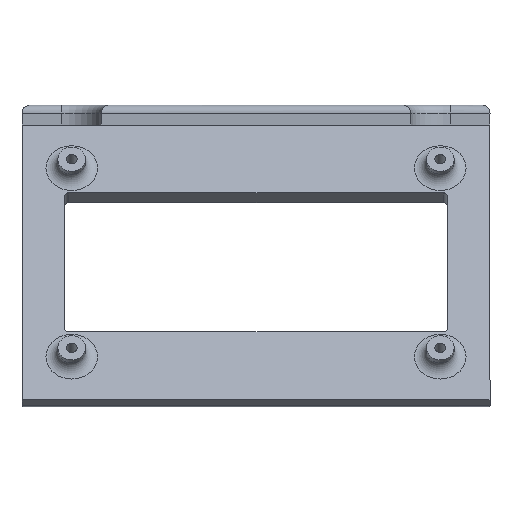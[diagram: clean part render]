
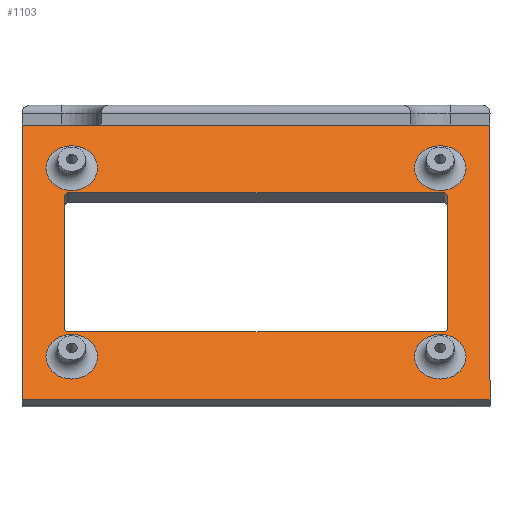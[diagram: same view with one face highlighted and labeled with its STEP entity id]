
A CAD part, front view. The second image highlights one B-rep face of the part: STEP entity #1103.
In plain terms, the highlighted planar face has unit normal (0, -0.866, 0.5).
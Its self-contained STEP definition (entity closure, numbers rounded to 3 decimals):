
#31=FACE_BOUND('',#164,.T.);
#32=FACE_BOUND('',#165,.T.);
#33=FACE_BOUND('',#166,.T.);
#34=FACE_BOUND('',#167,.T.);
#35=FACE_BOUND('',#168,.T.);
#55=PLANE('',#1188);
#88=FACE_OUTER_BOUND('',#163,.T.);
#163=EDGE_LOOP('',(#767,#768,#769,#770,#771,#772));
#164=EDGE_LOOP('',(#773));
#165=EDGE_LOOP('',(#774));
#166=EDGE_LOOP('',(#775));
#167=EDGE_LOOP('',(#776));
#168=EDGE_LOOP('',(#777,#778,#779,#780,#781,#782,#783,#784));
#256=LINE('',#1732,#335);
#263=LINE('',#1750,#342);
#266=LINE('',#1766,#345);
#267=LINE('',#1768,#346);
#268=LINE('',#1770,#347);
#269=LINE('',#1772,#348);
#270=LINE('',#1774,#349);
#271=LINE('',#1775,#350);
#272=LINE('',#1784,#351);
#273=LINE('',#1785,#352);
#335=VECTOR('',#1341,10.);
#342=VECTOR('',#1356,10.);
#345=VECTOR('',#1373,10.);
#346=VECTOR('',#1374,10.);
#347=VECTOR('',#1375,10.);
#348=VECTOR('',#1376,10.);
#349=VECTOR('',#1377,10.);
#350=VECTOR('',#1378,10.);
#351=VECTOR('',#1387,10.);
#352=VECTOR('',#1388,10.);
#412=CIRCLE('',#1175,1.);
#415=CIRCLE('',#1180,1.);
#416=CIRCLE('',#1183,1.);
#419=CIRCLE('',#1187,1.);
#420=CIRCLE('',#1189,6.5);
#421=CIRCLE('',#1190,6.5);
#422=CIRCLE('',#1191,6.5);
#423=CIRCLE('',#1192,6.5);
#486=VERTEX_POINT('',#1722);
#487=VERTEX_POINT('',#1723);
#490=VERTEX_POINT('',#1731);
#494=VERTEX_POINT('',#1740);
#495=VERTEX_POINT('',#1742);
#497=VERTEX_POINT('',#1748);
#498=VERTEX_POINT('',#1752);
#501=VERTEX_POINT('',#1760);
#502=VERTEX_POINT('',#1764);
#503=VERTEX_POINT('',#1765);
#504=VERTEX_POINT('',#1767);
#505=VERTEX_POINT('',#1769);
#506=VERTEX_POINT('',#1771);
#507=VERTEX_POINT('',#1773);
#508=VERTEX_POINT('',#1776);
#509=VERTEX_POINT('',#1778);
#510=VERTEX_POINT('',#1780);
#511=VERTEX_POINT('',#1782);
#584=EDGE_CURVE('',#486,#487,#412,.T.);
#588=EDGE_CURVE('',#490,#487,#256,.T.);
#593=EDGE_CURVE('',#494,#495,#415,.T.);
#597=EDGE_CURVE('',#494,#497,#263,.T.);
#598=EDGE_CURVE('',#498,#497,#416,.T.);
#602=EDGE_CURVE('',#490,#501,#419,.T.);
#604=EDGE_CURVE('',#502,#503,#266,.T.);
#605=EDGE_CURVE('',#504,#503,#267,.T.);
#606=EDGE_CURVE('',#504,#505,#268,.T.);
#607=EDGE_CURVE('',#506,#505,#269,.T.);
#608=EDGE_CURVE('',#507,#506,#270,.T.);
#609=EDGE_CURVE('',#502,#507,#271,.T.);
#610=EDGE_CURVE('',#508,#508,#420,.T.);
#611=EDGE_CURVE('',#509,#509,#421,.T.);
#612=EDGE_CURVE('',#510,#510,#422,.T.);
#613=EDGE_CURVE('',#511,#511,#423,.T.);
#614=EDGE_CURVE('',#498,#501,#272,.T.);
#615=EDGE_CURVE('',#486,#495,#273,.T.);
#767=ORIENTED_EDGE('',*,*,#604,.T.);
#768=ORIENTED_EDGE('',*,*,#605,.F.);
#769=ORIENTED_EDGE('',*,*,#606,.T.);
#770=ORIENTED_EDGE('',*,*,#607,.F.);
#771=ORIENTED_EDGE('',*,*,#608,.F.);
#772=ORIENTED_EDGE('',*,*,#609,.F.);
#773=ORIENTED_EDGE('',*,*,#610,.F.);
#774=ORIENTED_EDGE('',*,*,#611,.F.);
#775=ORIENTED_EDGE('',*,*,#612,.F.);
#776=ORIENTED_EDGE('',*,*,#613,.F.);
#777=ORIENTED_EDGE('',*,*,#614,.T.);
#778=ORIENTED_EDGE('',*,*,#602,.F.);
#779=ORIENTED_EDGE('',*,*,#588,.T.);
#780=ORIENTED_EDGE('',*,*,#584,.F.);
#781=ORIENTED_EDGE('',*,*,#615,.T.);
#782=ORIENTED_EDGE('',*,*,#593,.F.);
#783=ORIENTED_EDGE('',*,*,#597,.T.);
#784=ORIENTED_EDGE('',*,*,#598,.F.);
#1103=ADVANCED_FACE('',(#88,#31,#32,#33,#34,#35),#55,.F.);
#1175=AXIS2_PLACEMENT_3D('',#1724,#1333,#1334);
#1180=AXIS2_PLACEMENT_3D('',#1743,#1349,#1350);
#1183=AXIS2_PLACEMENT_3D('',#1753,#1359,#1360);
#1187=AXIS2_PLACEMENT_3D('',#1761,#1368,#1369);
#1188=AXIS2_PLACEMENT_3D('',#1763,#1371,#1372);
#1189=AXIS2_PLACEMENT_3D('',#1777,#1379,#1380);
#1190=AXIS2_PLACEMENT_3D('',#1779,#1381,#1382);
#1191=AXIS2_PLACEMENT_3D('',#1781,#1383,#1384);
#1192=AXIS2_PLACEMENT_3D('',#1783,#1385,#1386);
#1333=DIRECTION('center_axis',(0.,-0.866,
0.5));
#1334=DIRECTION('ref_axis',(0.707,0.354,0.612));
#1341=DIRECTION('',(1.,0.,0.));
#1349=DIRECTION('center_axis',(0.,-0.866,
0.5));
#1350=DIRECTION('ref_axis',(0.707,-0.354,-0.612));
#1356=DIRECTION('',(-1.,0.,0.));
#1359=DIRECTION('center_axis',(0.,-0.866,
0.5));
#1360=DIRECTION('ref_axis',(-0.707,-0.354,-0.612));
#1368=DIRECTION('center_axis',(0.,-0.866,
0.5));
#1369=DIRECTION('ref_axis',(-0.707,0.354,0.612));
#1371=DIRECTION('center_axis',(0.,0.866,
-0.5));
#1372=DIRECTION('ref_axis',(-1.,0.,0.));
#1373=DIRECTION('',(0.,-0.5,-0.866));
#1374=DIRECTION('',(-1.,0.,0.));
#1375=DIRECTION('',(0.,0.5,0.866));
#1376=DIRECTION('',(1.,0.,0.));
#1377=DIRECTION('',(1.,0.,0.));
#1378=DIRECTION('',(1.,0.,0.));
#1379=DIRECTION('center_axis',(0.,-0.866,
0.5));
#1380=DIRECTION('ref_axis',(1.,0.,0.));
#1381=DIRECTION('center_axis',(0.,-0.866,
0.5));
#1382=DIRECTION('ref_axis',(1.,0.,0.));
#1383=DIRECTION('center_axis',(0.,-0.866,
0.5));
#1384=DIRECTION('ref_axis',(1.,0.,0.));
#1385=DIRECTION('center_axis',(0.,-0.866,
0.5));
#1386=DIRECTION('ref_axis',(1.,0.,0.));
#1387=DIRECTION('',(0.,0.5,0.866));
#1388=DIRECTION('',(0.,-0.5,-0.866));
#1722=CARTESIAN_POINT('',(87.25,28.065,50.691));
#1723=CARTESIAN_POINT('',(86.25,28.565,51.557));
#1724=CARTESIAN_POINT('Origin',(86.25,28.065,50.691));
#1731=CARTESIAN_POINT('',(-8.25,28.565,51.557));
#1732=CARTESIAN_POINT('',(15.5,28.565,51.557));
#1740=CARTESIAN_POINT('',(86.25,8.315,16.483));
#1742=CARTESIAN_POINT('',(87.25,8.815,17.349));
#1743=CARTESIAN_POINT('Origin',(86.25,8.815,17.349));
#1748=CARTESIAN_POINT('',(-8.25,8.315,16.483));
#1750=CARTESIAN_POINT('',(62.5,8.315,16.483));
#1752=CARTESIAN_POINT('',(-9.25,8.815,17.349));
#1753=CARTESIAN_POINT('Origin',(-8.25,8.815,17.349));
#1760=CARTESIAN_POINT('',(-9.25,28.065,50.691));
#1761=CARTESIAN_POINT('Origin',(-8.25,28.065,50.691));
#1763=CARTESIAN_POINT('Origin',(39.,18.44,34.02));
#1764=CARTESIAN_POINT('',(-20.,38.44,68.661));
#1765=CARTESIAN_POINT('',(-20.,-1.56,-0.621));
#1766=CARTESIAN_POINT('',(-20.,3.44,8.039));
#1767=CARTESIAN_POINT('',(98.,-1.56,-0.621));
#1768=CARTESIAN_POINT('',(88.,-1.56,-0.621));
#1769=CARTESIAN_POINT('',(98.,38.44,68.661));
#1770=CARTESIAN_POINT('',(98.,33.44,60.001));
#1771=CARTESIAN_POINT('',(88.,38.44,68.661));
#1772=CARTESIAN_POINT('',(-10.,38.44,68.661));
#1773=CARTESIAN_POINT('',(-10.,38.44,68.661));
#1774=CARTESIAN_POINT('',(-10.,38.44,68.661));
#1775=CARTESIAN_POINT('',(-10.,38.44,68.661));
#1776=CARTESIAN_POINT('',(-7.46,28.92,52.172));
#1777=CARTESIAN_POINT('Origin',(-7.46,32.17,57.801));
#1778=CARTESIAN_POINT('',(85.46,1.46,4.61));
#1779=CARTESIAN_POINT('Origin',(85.46,4.71,10.239));
#1780=CARTESIAN_POINT('',(85.46,28.92,52.172));
#1781=CARTESIAN_POINT('Origin',(85.46,32.17,57.801));
#1782=CARTESIAN_POINT('',(-7.46,1.46,4.61));
#1783=CARTESIAN_POINT('Origin',(-7.46,4.71,10.239));
#1784=CARTESIAN_POINT('',(-9.25,23.471,42.734));
#1785=CARTESIAN_POINT('',(87.25,23.471,42.734));
